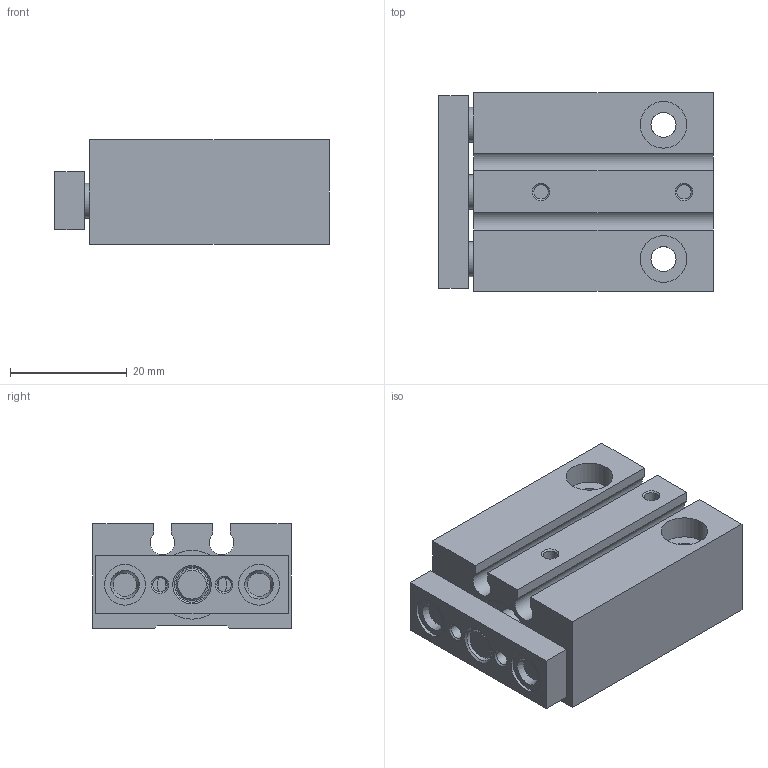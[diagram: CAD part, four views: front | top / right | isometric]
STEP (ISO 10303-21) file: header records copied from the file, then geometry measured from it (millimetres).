
FILE_DESCRIPTION( ( 'STEP AP203' ), '1' );
FILE_NAME( 'TCM10x15S(0,).stp', '2019-08-20T06:09:49', ( '' ), ( '' ), ' ', 'PARTsolutions', ' ' );
FILE_SCHEMA( ( 'CONFIG_CONTROL_DESIGN' ) );
Length unit declared in the file: millimetre
Products named in the file (3): TCM10x15S(0,); _TC-M-10x1515_b; _TCM-10x15-0_15fp
Assembly tree (2 placements, depth 2):
  TCM10x15S(0,)
    _TC-M-10x1515_b
    _TCM-10x15-0_15fp
Bounding box: 47 x 34 x 18 mm (x, y, z)
Volume: 24520.1 mm3; surface area: 12229.6 mm2
Topology: 2 solids, 2 shells, 90 faces, 177 edges, 114 vertices
Faces by surface type: plane 45, cylinder 31, cone 14
Full cylindrical faces by diameter (mm): 2 x2, 2.459 x4, 3.242 x4, 4.3 x4, 5.5 x1, 6 x7, 7 x2, 8 x2, 9.2 x1, 10 x1, 11.8 x1
Entity records: 2480 total; most frequent: CARTESIAN_POINT 585, DIRECTION 390, ORIENTED_EDGE 268, EDGE_LOOP 172, AXIS2_PLACEMENT_3D 167, EDGE_CURVE 134, FACE_OUTER_BOUND 119, VERTEX_POINT 114
